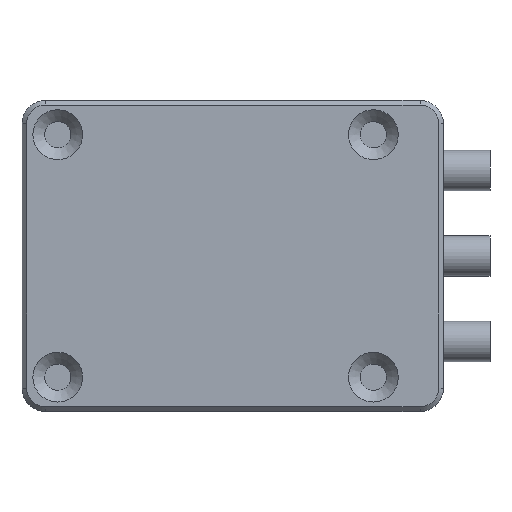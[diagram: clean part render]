
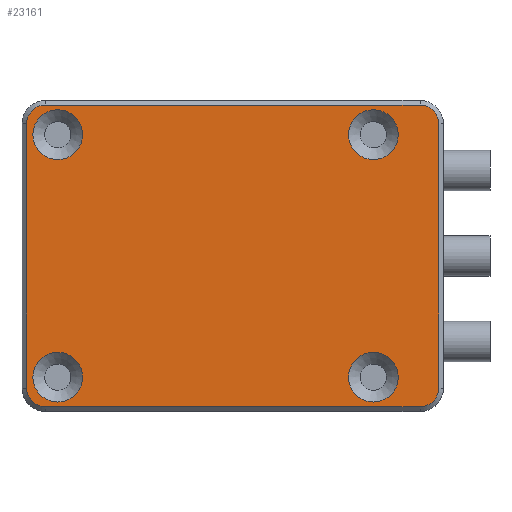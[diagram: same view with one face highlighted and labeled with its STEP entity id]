
A CAD part, top view. The second image highlights one B-rep face of the part: STEP entity #23161.
In plain terms, the highlighted planar face has unit normal (0, 0, 1).
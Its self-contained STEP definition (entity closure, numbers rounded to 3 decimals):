
#882=FACE_BOUND('',#4561,.T.);
#883=FACE_BOUND('',#4562,.T.);
#884=FACE_BOUND('',#4563,.T.);
#885=FACE_BOUND('',#4564,.T.);
#1990=PLANE('',#25238);
#3216=FACE_OUTER_BOUND('',#4560,.T.);
#4560=EDGE_LOOP('',(#21580,#21581,#21582,#21583,#21584,#21585,#21586,#21587));
#4561=EDGE_LOOP('',(#21588));
#4562=EDGE_LOOP('',(#21589));
#4563=EDGE_LOOP('',(#21590));
#4564=EDGE_LOOP('',(#21591));
#7039=LINE('',#38269,#9516);
#7044=LINE('',#38283,#9521);
#7048=LINE('',#38293,#9525);
#7051=LINE('',#38301,#9528);
#9516=VECTOR('',#31456,10.);
#9521=VECTOR('',#31469,10.);
#9525=VECTOR('',#31481,10.);
#9528=VECTOR('',#31490,10.);
#10178=CIRCLE('',#25221,2.4);
#10180=CIRCLE('',#25225,2.4);
#10182=CIRCLE('',#25229,2.4);
#10183=CIRCLE('',#25232,2.4);
#10185=CIRCLE('',#25239,3.2);
#10186=CIRCLE('',#25240,3.2);
#10187=CIRCLE('',#25241,3.2);
#10188=CIRCLE('',#25242,3.2);
#12185=VERTEX_POINT('',#38266);
#12186=VERTEX_POINT('',#38268);
#12189=VERTEX_POINT('',#38275);
#12191=VERTEX_POINT('',#38281);
#12192=VERTEX_POINT('',#38286);
#12193=VERTEX_POINT('',#38291);
#12194=VERTEX_POINT('',#38295);
#12195=VERTEX_POINT('',#38299);
#12196=VERTEX_POINT('',#38314);
#12197=VERTEX_POINT('',#38316);
#12198=VERTEX_POINT('',#38318);
#12199=VERTEX_POINT('',#38320);
#15329=EDGE_CURVE('',#12185,#12186,#7039,.T.);
#15333=EDGE_CURVE('',#12189,#12185,#10178,.T.);
#15336=EDGE_CURVE('',#12191,#12189,#7044,.T.);
#15339=EDGE_CURVE('',#12192,#12191,#10180,.T.);
#15342=EDGE_CURVE('',#12193,#12192,#7048,.T.);
#15344=EDGE_CURVE('',#12194,#12193,#10182,.T.);
#15346=EDGE_CURVE('',#12195,#12194,#7051,.T.);
#15347=EDGE_CURVE('',#12186,#12195,#10183,.T.);
#15353=EDGE_CURVE('',#12196,#12196,#10185,.T.);
#15354=EDGE_CURVE('',#12197,#12197,#10186,.T.);
#15355=EDGE_CURVE('',#12198,#12198,#10187,.T.);
#15356=EDGE_CURVE('',#12199,#12199,#10188,.T.);
#21580=ORIENTED_EDGE('',*,*,#15329,.F.);
#21581=ORIENTED_EDGE('',*,*,#15333,.F.);
#21582=ORIENTED_EDGE('',*,*,#15336,.F.);
#21583=ORIENTED_EDGE('',*,*,#15339,.F.);
#21584=ORIENTED_EDGE('',*,*,#15342,.F.);
#21585=ORIENTED_EDGE('',*,*,#15344,.F.);
#21586=ORIENTED_EDGE('',*,*,#15346,.F.);
#21587=ORIENTED_EDGE('',*,*,#15347,.F.);
#21588=ORIENTED_EDGE('',*,*,#15353,.T.);
#21589=ORIENTED_EDGE('',*,*,#15354,.T.);
#21590=ORIENTED_EDGE('',*,*,#15355,.T.);
#21591=ORIENTED_EDGE('',*,*,#15356,.T.);
#23161=ADVANCED_FACE('',(#3216,#882,#883,#884,#885),#1990,.T.);
#25221=AXIS2_PLACEMENT_3D('',#38277,#31462,#31463);
#25225=AXIS2_PLACEMENT_3D('',#38288,#31474,#31475);
#25229=AXIS2_PLACEMENT_3D('',#38297,#31485,#31486);
#25232=AXIS2_PLACEMENT_3D('',#38303,#31493,#31494);
#25238=AXIS2_PLACEMENT_3D('',#38313,#31509,#31510);
#25239=AXIS2_PLACEMENT_3D('',#38315,#31511,#31512);
#25240=AXIS2_PLACEMENT_3D('',#38317,#31513,#31514);
#25241=AXIS2_PLACEMENT_3D('',#38319,#31515,#31516);
#25242=AXIS2_PLACEMENT_3D('',#38321,#31517,#31518);
#31456=DIRECTION('',(1.,0.,0.));
#31462=DIRECTION('center_axis',(0.,0.,-1.));
#31463=DIRECTION('ref_axis',(0.,1.,0.));
#31469=DIRECTION('',(0.,1.,0.));
#31474=DIRECTION('center_axis',(0.,0.,-1.));
#31475=DIRECTION('ref_axis',(-1.,0.,0.));
#31481=DIRECTION('',(-1.,0.,0.));
#31485=DIRECTION('center_axis',(0.,0.,-1.));
#31486=DIRECTION('ref_axis',(0.,-1.,0.));
#31490=DIRECTION('',(0.,-1.,0.));
#31493=DIRECTION('center_axis',(0.,0.,-1.));
#31494=DIRECTION('ref_axis',(1.,0.,0.));
#31509=DIRECTION('center_axis',(0.,0.,1.));
#31510=DIRECTION('ref_axis',(1.,0.,0.));
#31511=DIRECTION('center_axis',(0.,0.,-1.));
#31512=DIRECTION('ref_axis',(1.,0.,0.));
#31513=DIRECTION('center_axis',(0.,0.,-1.));
#31514=DIRECTION('ref_axis',(1.,0.,0.));
#31515=DIRECTION('center_axis',(0.,0.,-1.));
#31516=DIRECTION('ref_axis',(1.,0.,0.));
#31517=DIRECTION('center_axis',(0.,0.,-1.));
#31518=DIRECTION('ref_axis',(1.,0.,0.));
#38266=CARTESIAN_POINT('',(-0.7,19.4,6.4));
#38268=CARTESIAN_POINT('',(47.5,19.4,6.4));
#38269=CARTESIAN_POINT('',(35.45,19.4,6.4));
#38275=CARTESIAN_POINT('',(-3.1,17.,6.4));
#38277=CARTESIAN_POINT('Origin',(-0.7,17.,6.4));
#38281=CARTESIAN_POINT('',(-3.1,-17.,6.4));
#38283=CARTESIAN_POINT('',(-3.1,8.5,6.4));
#38286=CARTESIAN_POINT('',(-0.7,-19.4,6.4));
#38288=CARTESIAN_POINT('Origin',(-0.7,-17.,6.4));
#38291=CARTESIAN_POINT('',(47.5,-19.4,6.4));
#38293=CARTESIAN_POINT('',(11.35,-19.4,6.4));
#38295=CARTESIAN_POINT('',(49.9,-17.,6.4));
#38297=CARTESIAN_POINT('Origin',(47.5,-17.,6.4));
#38299=CARTESIAN_POINT('',(49.9,17.,6.4));
#38301=CARTESIAN_POINT('',(49.9,-8.5,6.4));
#38303=CARTESIAN_POINT('Origin',(47.5,17.,6.4));
#38313=CARTESIAN_POINT('Origin',(23.4,0.,6.4));
#38314=CARTESIAN_POINT('',(-2.3,15.6,6.4));
#38315=CARTESIAN_POINT('Origin',(0.9,15.6,6.4));
#38316=CARTESIAN_POINT('',(38.3,-15.6,6.4));
#38317=CARTESIAN_POINT('Origin',(41.5,-15.6,6.4));
#38318=CARTESIAN_POINT('',(38.3,15.6,6.4));
#38319=CARTESIAN_POINT('Origin',(41.5,15.6,6.4));
#38320=CARTESIAN_POINT('',(-2.3,-15.6,6.4));
#38321=CARTESIAN_POINT('Origin',(0.9,-15.6,6.4));
